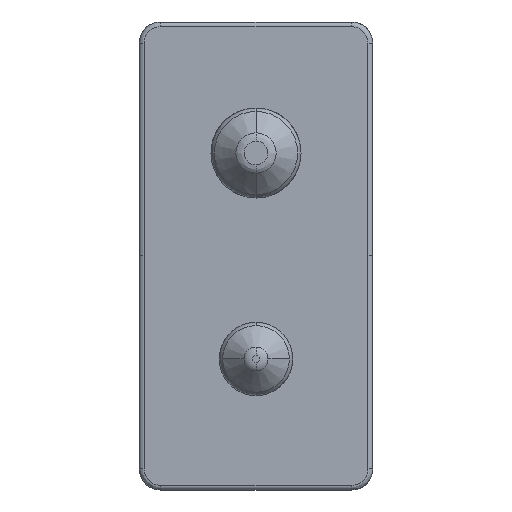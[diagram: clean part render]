
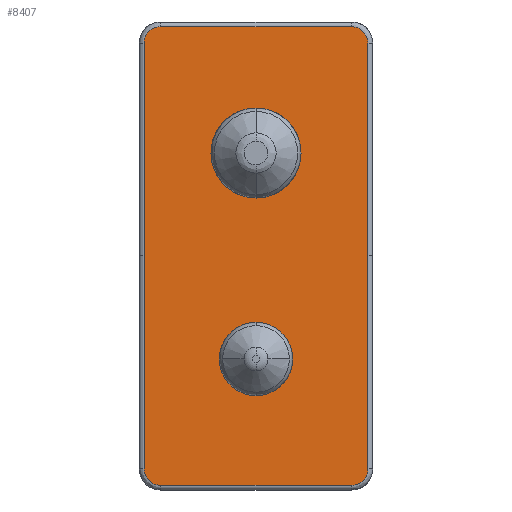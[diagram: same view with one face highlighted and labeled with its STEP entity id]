
A CAD part, left-side view. The second image highlights one B-rep face of the part: STEP entity #8407.
In plain terms, the highlighted planar face has unit normal (-1, 0, 0).
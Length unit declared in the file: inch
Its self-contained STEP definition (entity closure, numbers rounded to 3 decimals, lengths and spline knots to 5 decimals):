
#118 = EDGE_CURVE ( 'NONE', #8359, #2494, #2931, .T. ) ;
#217 = CARTESIAN_POINT ( 'NONE',  ( -1.719, 0., -0.2185 ) ) ;
#232 = CARTESIAN_POINT ( 'NONE',  ( -1.719, 0., 0.4865 ) ) ;
#432 = VERTEX_POINT ( 'NONE', #10350 ) ;
#460 = CARTESIAN_POINT ( 'NONE',  ( -1.719, 0.2375, 0.4515 ) ) ;
#644 = CARTESIAN_POINT ( 'NONE',  ( -1.719, 0., -0.2185 ) ) ;
#658 = EDGE_LOOP ( 'NONE', ( #7037, #7622 ) ) ;
#703 = DIRECTION ( 'NONE',  ( 0., -1., 0. ) ) ;
#717 = DIRECTION ( 'NONE',  ( 1., 0., 0. ) ) ;
#851 = VERTEX_POINT ( 'NONE', #9285 ) ;
#885 = CARTESIAN_POINT ( 'NONE',  ( -1.719, 0., -0.4865 ) ) ;
#899 = ORIENTED_EDGE ( 'NONE', *, *, #2411, .F. ) ;
#930 = CARTESIAN_POINT ( 'NONE',  ( -1.719, 0.2375, 0.472 ) ) ;
#935 = LINE ( 'NONE', #885, #1007 ) ;
#938 = CARTESIAN_POINT ( 'NONE',  ( -1.719, 0.2375, -0.4515 ) ) ;
#968 = CARTESIAN_POINT ( 'NONE',  ( -1.719, 0., 0.2185 ) ) ;
#995 = CARTESIAN_POINT ( 'NONE',  ( -1.719, 0.223, -0.4865 ) ) ;
#1007 = VECTOR ( 'NONE', #8103, 39.37008 ) ;
#1030 = LINE ( 'NONE', #9888, #3025 ) ;
#1197 = LINE ( 'NONE', #232, #7328 ) ;
#1344 = DIRECTION ( 'NONE',  ( 0., 0., -1. ) ) ;
#1507 = DIRECTION ( 'NONE',  ( 1., 0., 0. ) ) ;
#1577 = ORIENTED_EDGE ( 'NONE', *, *, #7800, .T. ) ;
#1672 = DIRECTION ( 'NONE',  ( 0., -1., 0. ) ) ;
#1811 = EDGE_CURVE ( 'NONE', #10220, #432, #3161, .T. ) ;
#1880 = DIRECTION ( 'NONE',  ( 1., 0., 0. ) ) ;
#1881 = DIRECTION ( 'NONE',  ( 0., 0., -1. ) ) ;
#2038 = AXIS2_PLACEMENT_3D ( 'NONE', #217, #1880, #1672 ) ;
#2105 = ORIENTED_EDGE ( 'NONE', *, *, #9643, .F. ) ;
#2214 = VERTEX_POINT ( 'NONE', #6351 ) ;
#2219 = CARTESIAN_POINT ( 'NONE',  ( -1.719, 0., 0.2185 ) ) ;
#2276 = EDGE_CURVE ( 'NONE', #7508, #2214, #5706, .T. ) ;
#2282 = ORIENTED_EDGE ( 'NONE', *, *, #2276, .F. ) ;
#2411 = EDGE_CURVE ( 'NONE', #7011, #3780, #3099, .T. ) ;
#2494 = VERTEX_POINT ( 'NONE', #2759 ) ;
#2643 = CARTESIAN_POINT ( 'NONE',  ( -1.719, 0.2025, 0.4865 ) ) ;
#2759 = CARTESIAN_POINT ( 'NONE',  ( -1.719, -0.0955, 0.2185 ) ) ;
#2919 = AXIS2_PLACEMENT_3D ( 'NONE', #968, #9137, #10041 ) ;
#2931 = CIRCLE ( 'NONE', #3280, 0.0955 ) ;
#3025 = VECTOR ( 'NONE', #1881, 39.37008 ) ;
#3099 =( BOUNDED_CURVE ( )  B_SPLINE_CURVE ( 3, ( #7559, #6760, #5818, #5971 ),
 .UNSPECIFIED., .F., .T. ) 
 B_SPLINE_CURVE_WITH_KNOTS ( ( 4, 4 ),
 ( 0., 1. ),
 .UNSPECIFIED. ) 
 CURVE ( )  GEOMETRIC_REPRESENTATION_ITEM ( )  RATIONAL_B_SPLINE_CURVE ( ( 1., 0.805, 0.805, 1. ) ) 
 REPRESENTATION_ITEM ( '' )  );
#3161 =( BOUNDED_CURVE ( )  B_SPLINE_CURVE ( 3, ( #8355, #930, #7549, #2643 ),
 .UNSPECIFIED., .F., .F. ) 
 B_SPLINE_CURVE_WITH_KNOTS ( ( 4, 4 ),
 ( 0., 1. ),
 .UNSPECIFIED. ) 
 CURVE ( )  GEOMETRIC_REPRESENTATION_ITEM ( )  RATIONAL_B_SPLINE_CURVE ( ( 1., 0.805, 0.805, 1. ) ) 
 REPRESENTATION_ITEM ( '' )  );
#3280 = AXIS2_PLACEMENT_3D ( 'NONE', #2219, #717, #5480 ) ;
#3382 = ORIENTED_EDGE ( 'NONE', *, *, #1811, .F. ) ;
#3452 = CARTESIAN_POINT ( 'NONE',  ( -1.719, 0.2025, -0.4865 ) ) ;
#3663 = FACE_OUTER_BOUND ( 'NONE', #4761, .T. ) ;
#3780 = VERTEX_POINT ( 'NONE', #5652 ) ;
#4078 = AXIS2_PLACEMENT_3D ( 'NONE', #644, #1507, #703 ) ;
#4090 = VECTOR ( 'NONE', #1344, 39.37008 ) ;
#4140 = VERTEX_POINT ( 'NONE', #10476 ) ;
#4305 = EDGE_CURVE ( 'NONE', #7194, #4924, #8670, .T. ) ;
#4485 = EDGE_CURVE ( 'NONE', #2494, #8359, #9752, .T. ) ;
#4543 =( BOUNDED_CURVE ( )  B_SPLINE_CURVE ( 3, ( #7358, #6521, #5720, #8263 ),
 .UNSPECIFIED., .F., .T. ) 
 B_SPLINE_CURVE_WITH_KNOTS ( ( 4, 4 ),
 ( 0., 1. ),
 .UNSPECIFIED. ) 
 CURVE ( )  GEOMETRIC_REPRESENTATION_ITEM ( )  RATIONAL_B_SPLINE_CURVE ( ( 1., 0.805, 0.805, 1. ) ) 
 REPRESENTATION_ITEM ( '' )  );
#4630 = ORIENTED_EDGE ( 'NONE', *, *, #5935, .F. ) ;
#4761 = EDGE_LOOP ( 'NONE', ( #8832, #3382, #5402, #2282, #1577, #899, #2105, #4630 ) ) ;
#4924 = VERTEX_POINT ( 'NONE', #9392 ) ;
#5228 = DIRECTION ( 'NONE',  ( 0., -1., 0. ) ) ;
#5283 = CARTESIAN_POINT ( 'NONE',  ( -1.719, 0., 0.24825 ) ) ;
#5336 = DIRECTION ( 'NONE',  ( -1., 0., 0. ) ) ;
#5402 = ORIENTED_EDGE ( 'NONE', *, *, #6633, .T. ) ;
#5480 = DIRECTION ( 'NONE',  ( 0., -1., 0. ) ) ;
#5652 = CARTESIAN_POINT ( 'NONE',  ( -1.719, -0.2025, -0.4865 ) ) ;
#5706 =( BOUNDED_CURVE ( )  B_SPLINE_CURVE ( 3, ( #3452, #995, #9958, #938 ),
 .UNSPECIFIED., .F., .T. ) 
 B_SPLINE_CURVE_WITH_KNOTS ( ( 4, 4 ),
 ( 0., 1. ),
 .UNSPECIFIED. ) 
 CURVE ( )  GEOMETRIC_REPRESENTATION_ITEM ( )  RATIONAL_B_SPLINE_CURVE ( ( 1., 0.805, 0.805, 1. ) ) 
 REPRESENTATION_ITEM ( '' )  );
#5720 = CARTESIAN_POINT ( 'NONE',  ( -1.719, -0.2375, 0.472 ) ) ;
#5818 = CARTESIAN_POINT ( 'NONE',  ( -1.719, -0.223, -0.4865 ) ) ;
#5875 = CARTESIAN_POINT ( 'NONE',  ( -1.719, -0.078, -0.2185 ) ) ;
#5935 = EDGE_CURVE ( 'NONE', #851, #4140, #4543, .T. ) ;
#5971 = CARTESIAN_POINT ( 'NONE',  ( -1.719, -0.2025, -0.4865 ) ) ;
#6083 = CARTESIAN_POINT ( 'NONE',  ( -1.719, 0.2025, -0.4865 ) ) ;
#6351 = CARTESIAN_POINT ( 'NONE',  ( -1.719, 0.2375, -0.4515 ) ) ;
#6521 = CARTESIAN_POINT ( 'NONE',  ( -1.719, -0.223, 0.4865 ) ) ;
#6633 = EDGE_CURVE ( 'NONE', #10220, #2214, #8553, .T. ) ;
#6760 = CARTESIAN_POINT ( 'NONE',  ( -1.719, -0.2375, -0.472 ) ) ;
#6829 = EDGE_LOOP ( 'NONE', ( #10254, #10334 ) ) ;
#6868 = DIRECTION ( 'NONE',  ( 0., 1., 0. ) ) ;
#7011 = VERTEX_POINT ( 'NONE', #10301 ) ;
#7037 = ORIENTED_EDGE ( 'NONE', *, *, #4485, .T. ) ;
#7194 = VERTEX_POINT ( 'NONE', #5875 ) ;
#7328 = VECTOR ( 'NONE', #6868, 39.37008 ) ;
#7358 = CARTESIAN_POINT ( 'NONE',  ( -1.719, -0.2025, 0.4865 ) ) ;
#7508 = VERTEX_POINT ( 'NONE', #6083 ) ;
#7549 = CARTESIAN_POINT ( 'NONE',  ( -1.719, 0.223, 0.4865 ) ) ;
#7559 = CARTESIAN_POINT ( 'NONE',  ( -1.719, -0.2375, -0.4515 ) ) ;
#7622 = ORIENTED_EDGE ( 'NONE', *, *, #118, .T. ) ;
#7800 = EDGE_CURVE ( 'NONE', #7508, #3780, #935, .T. ) ;
#7835 = AXIS2_PLACEMENT_3D ( 'NONE', #5283, #5336, #5228 ) ;
#8103 = DIRECTION ( 'NONE',  ( 0., -1., 0. ) ) ;
#8263 = CARTESIAN_POINT ( 'NONE',  ( -1.719, -0.2375, 0.4515 ) ) ;
#8347 = CIRCLE ( 'NONE', #2038, 0.078 ) ;
#8355 = CARTESIAN_POINT ( 'NONE',  ( -1.719, 0.2375, 0.4515 ) ) ;
#8359 = VERTEX_POINT ( 'NONE', #8967 ) ;
#8407 = ADVANCED_FACE ( 'NONE', ( #9226, #10237, #3663 ), #9330, .T. ) ;
#8553 = LINE ( 'NONE', #9303, #4090 ) ;
#8670 = CIRCLE ( 'NONE', #4078, 0.078 ) ;
#8776 = EDGE_CURVE ( 'NONE', #851, #432, #1197, .T. ) ;
#8832 = ORIENTED_EDGE ( 'NONE', *, *, #8776, .T. ) ;
#8870 = EDGE_CURVE ( 'NONE', #4924, #7194, #8347, .T. ) ;
#8967 = CARTESIAN_POINT ( 'NONE',  ( -1.719, 0.0955, 0.2185 ) ) ;
#9137 = DIRECTION ( 'NONE',  ( 1., 0., 0. ) ) ;
#9226 = FACE_BOUND ( 'NONE', #6829, .T. ) ;
#9285 = CARTESIAN_POINT ( 'NONE',  ( -1.719, -0.2025, 0.4865 ) ) ;
#9303 = CARTESIAN_POINT ( 'NONE',  ( -1.719, 0.2375, 0.24825 ) ) ;
#9330 = PLANE ( 'NONE',  #7835 ) ;
#9392 = CARTESIAN_POINT ( 'NONE',  ( -1.719, 0.078, -0.2185 ) ) ;
#9643 = EDGE_CURVE ( 'NONE', #4140, #7011, #1030, .T. ) ;
#9752 = CIRCLE ( 'NONE', #2919, 0.0955 ) ;
#9888 = CARTESIAN_POINT ( 'NONE',  ( -1.719, -0.2375, 0.37238 ) ) ;
#9958 = CARTESIAN_POINT ( 'NONE',  ( -1.719, 0.2375, -0.472 ) ) ;
#10041 = DIRECTION ( 'NONE',  ( 0., -1., 0. ) ) ;
#10220 = VERTEX_POINT ( 'NONE', #460 ) ;
#10237 = FACE_BOUND ( 'NONE', #658, .T. ) ;
#10254 = ORIENTED_EDGE ( 'NONE', *, *, #4305, .T. ) ;
#10301 = CARTESIAN_POINT ( 'NONE',  ( -1.719, -0.2375, -0.4515 ) ) ;
#10334 = ORIENTED_EDGE ( 'NONE', *, *, #8870, .T. ) ;
#10350 = CARTESIAN_POINT ( 'NONE',  ( -1.719, 0.2025, 0.4865 ) ) ;
#10476 = CARTESIAN_POINT ( 'NONE',  ( -1.719, -0.2375, 0.4515 ) ) ;
